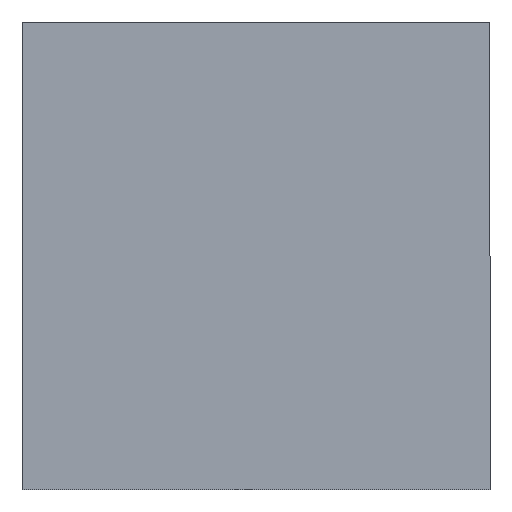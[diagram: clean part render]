
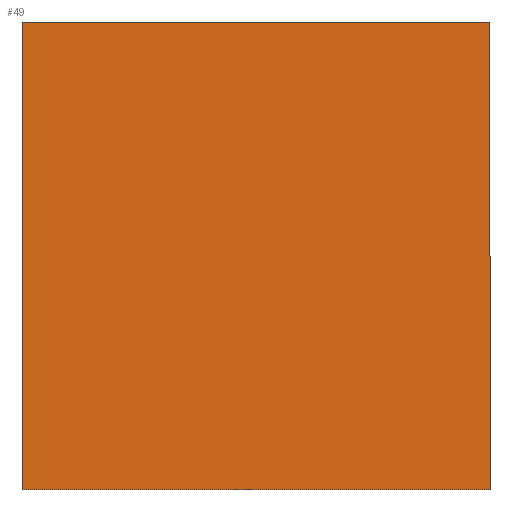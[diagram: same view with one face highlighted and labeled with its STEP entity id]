
A CAD part, front view. The second image highlights one B-rep face of the part: STEP entity #49.
In plain terms, the highlighted planar face has unit normal (0, -1, 0).
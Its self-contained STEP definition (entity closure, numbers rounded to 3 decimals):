
#11 = VECTOR ( 'NONE', #36, 1000. ) ;
#13 = ORIENTED_EDGE ( 'NONE', *, *, #118, .F. ) ;
#15 = DIRECTION ( 'NONE',  ( 0., 0., 1. ) ) ;
#16 = CARTESIAN_POINT ( 'NONE',  ( -40., 0., 40. ) ) ;
#17 = VERTEX_POINT ( 'NONE', #189 ) ;
#29 = EDGE_CURVE ( 'NONE', #140, #144, #138, .T. ) ;
#32 = CARTESIAN_POINT ( 'NONE',  ( 0., 0., 0. ) ) ;
#35 = CARTESIAN_POINT ( 'NONE',  ( -40., 0., -40. ) ) ;
#36 = DIRECTION ( 'NONE',  ( 0., 0., -1. ) ) ;
#49 = ADVANCED_FACE ( 'NONE', ( #197 ), #87, .F. ) ;
#50 = DIRECTION ( 'NONE',  ( 1., 0., 0. ) ) ;
#58 = CARTESIAN_POINT ( 'NONE',  ( -40., 0., -40. ) ) ;
#76 = CARTESIAN_POINT ( 'NONE',  ( 40., 0., 40. ) ) ;
#78 = EDGE_LOOP ( 'NONE', ( #90, #126, #13, #104 ) ) ;
#80 = VECTOR ( 'NONE', #181, 1000. ) ;
#87 = PLANE ( 'NONE',  #132 ) ;
#90 = ORIENTED_EDGE ( 'NONE', *, *, #109, .F. ) ;
#104 = ORIENTED_EDGE ( 'NONE', *, *, #199, .F. ) ;
#106 = VECTOR ( 'NONE', #196, 1000. ) ;
#109 = EDGE_CURVE ( 'NONE', #144, #17, #186, .T. ) ;
#114 = DIRECTION ( 'NONE',  ( 0., 1., 0. ) ) ;
#118 = EDGE_CURVE ( 'NONE', #133, #140, #166, .T. ) ;
#122 = LINE ( 'NONE', #35, #80 ) ;
#126 = ORIENTED_EDGE ( 'NONE', *, *, #29, .F. ) ;
#130 = VECTOR ( 'NONE', #50, 1000. ) ;
#132 = AXIS2_PLACEMENT_3D ( 'NONE', #32, #114, #15 ) ;
#133 = VERTEX_POINT ( 'NONE', #135 ) ;
#135 = CARTESIAN_POINT ( 'NONE',  ( -40., 0., -40. ) ) ;
#138 = LINE ( 'NONE', #16, #130 ) ;
#140 = VERTEX_POINT ( 'NONE', #152 ) ;
#144 = VERTEX_POINT ( 'NONE', #76 ) ;
#151 = CARTESIAN_POINT ( 'NONE',  ( 40., 0., -40. ) ) ;
#152 = CARTESIAN_POINT ( 'NONE',  ( -40., 0., 40. ) ) ;
#166 = LINE ( 'NONE', #58, #106 ) ;
#181 = DIRECTION ( 'NONE',  ( -1., 0., 0. ) ) ;
#186 = LINE ( 'NONE', #151, #11 ) ;
#189 = CARTESIAN_POINT ( 'NONE',  ( 40., 0., -40. ) ) ;
#196 = DIRECTION ( 'NONE',  ( 0., 0., 1. ) ) ;
#197 = FACE_OUTER_BOUND ( 'NONE', #78, .T. ) ;
#199 = EDGE_CURVE ( 'NONE', #17, #133, #122, .T. ) ;
